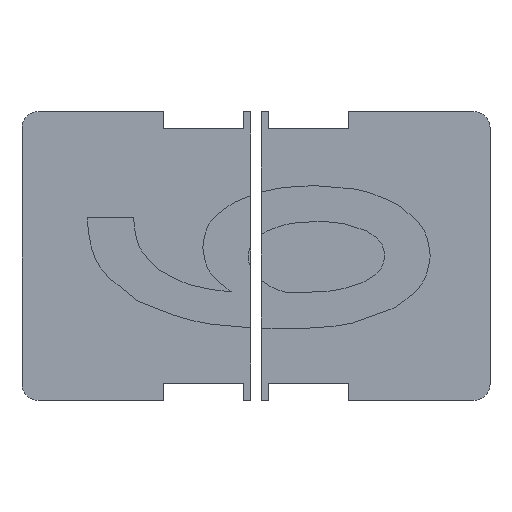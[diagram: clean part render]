
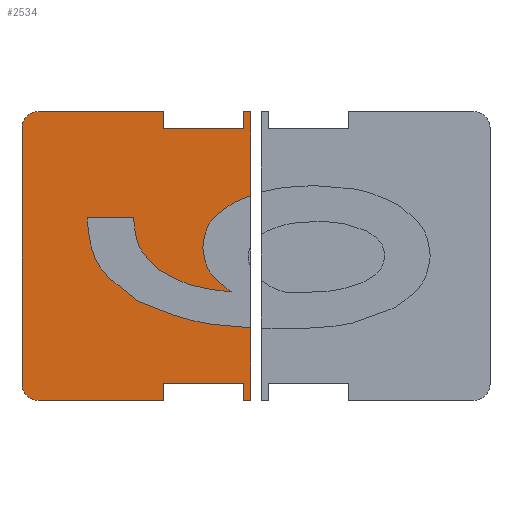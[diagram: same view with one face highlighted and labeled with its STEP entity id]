
A CAD part, top view. The second image highlights one B-rep face of the part: STEP entity #2534.
In plain terms, the highlighted planar face has unit normal (0, 0, 1).
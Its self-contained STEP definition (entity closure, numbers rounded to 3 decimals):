
#23=CIRCLE('',#2636,3.);
#24=CIRCLE('',#2639,3.);
#228=FACE_OUTER_BOUND('',#364,.T.);
#364=EDGE_LOOP('',(#2298,#2299,#2300,#2301,#2302,#2303,#2304,#2305,#2306,
#2307,#2308,#2309,#2310,#2311,#2312,#2313,#2314,#2315,#2316,#2317,#2318,
#2319,#2320,#2321,#2322));
#551=LINE('',#4966,#781);
#560=LINE('',#5210,#790);
#563=LINE('',#5214,#793);
#569=LINE('',#5290,#799);
#570=LINE('',#5292,#800);
#573=LINE('',#5298,#803);
#575=LINE('',#5302,#805);
#577=LINE('',#5306,#807);
#579=LINE('',#5309,#809);
#580=LINE('',#5312,#810);
#582=LINE('',#5316,#812);
#584=LINE('',#5320,#814);
#586=LINE('',#5324,#816);
#588=LINE('',#5328,#818);
#591=LINE('',#5336,#821);
#594=LINE('',#5343,#824);
#781=VECTOR('',#2964,10.);
#790=VECTOR('',#2975,10.);
#793=VECTOR('',#2980,10.);
#799=VECTOR('',#2992,10.);
#800=VECTOR('',#2993,10.);
#803=VECTOR('',#2998,10.);
#805=VECTOR('',#3002,10.);
#807=VECTOR('',#3006,10.);
#809=VECTOR('',#3010,10.);
#810=VECTOR('',#3013,10.);
#812=VECTOR('',#3017,10.);
#814=VECTOR('',#3021,10.);
#816=VECTOR('',#3025,10.);
#818=VECTOR('',#3029,10.);
#821=VECTOR('',#3038,10.);
#824=VECTOR('',#3047,10.);
#938=B_SPLINE_CURVE_WITH_KNOTS('',3,(#4995,#4996,#4997,#4998,#4999),
 .UNSPECIFIED.,.F.,.F.,(4,1,4),(0.,0.577,1.224),
 .UNSPECIFIED.);
#941=B_SPLINE_CURVE_WITH_KNOTS('',3,(#5034,#5035,#5036,#5037,#5038),
 .UNSPECIFIED.,.F.,.F.,(4,1,4),(0.224,0.71,1.315),
 .UNSPECIFIED.);
#943=B_SPLINE_CURVE_WITH_KNOTS('',3,(#5064,#5065,#5066,#5067),
 .UNSPECIFIED.,.F.,.F.,(4,4),(0.,0.17),.UNSPECIFIED.);
#946=B_SPLINE_CURVE_WITH_KNOTS('',3,(#5101,#5102,#5103,#5104,#5105),
 .UNSPECIFIED.,.F.,.F.,(4,1,4),(0.,0.362,0.705),
 .UNSPECIFIED.);
#948=B_SPLINE_CURVE_WITH_KNOTS('',3,(#5134,#5135,#5136,#5137,#5138),
 .UNSPECIFIED.,.F.,.F.,(4,1,4),(0.,0.334,0.681),
 .UNSPECIFIED.);
#950=B_SPLINE_CURVE_WITH_KNOTS('',3,(#5167,#5168,#5169,#5170,#5171),
 .UNSPECIFIED.,.F.,.F.,(4,1,4),(0.,0.337,0.716),
 .UNSPECIFIED.);
#952=B_SPLINE_CURVE_WITH_KNOTS('',3,(#5200,#5201,#5202,#5203,#5204),
 .UNSPECIFIED.,.F.,.F.,(4,1,4),(0.,0.383,0.722),
 .UNSPECIFIED.);
#1167=VERTEX_POINT('',#4963);
#1168=VERTEX_POINT('',#4965);
#1170=VERTEX_POINT('',#4994);
#1172=VERTEX_POINT('',#5022);
#1173=VERTEX_POINT('',#5055);
#1175=VERTEX_POINT('',#5063);
#1178=VERTEX_POINT('',#5100);
#1180=VERTEX_POINT('',#5133);
#1182=VERTEX_POINT('',#5166);
#1184=VERTEX_POINT('',#5199);
#1186=VERTEX_POINT('',#5209);
#1193=VERTEX_POINT('',#5288);
#1194=VERTEX_POINT('',#5291);
#1195=VERTEX_POINT('',#5295);
#1196=VERTEX_POINT('',#5297);
#1197=VERTEX_POINT('',#5301);
#1198=VERTEX_POINT('',#5305);
#1199=VERTEX_POINT('',#5311);
#1200=VERTEX_POINT('',#5315);
#1201=VERTEX_POINT('',#5319);
#1202=VERTEX_POINT('',#5323);
#1203=VERTEX_POINT('',#5327);
#1204=VERTEX_POINT('',#5331);
#1205=VERTEX_POINT('',#5335);
#1206=VERTEX_POINT('',#5339);
#1511=EDGE_CURVE('',#1168,#1167,#551,.T.);
#1514=EDGE_CURVE('',#1170,#1168,#938,.T.);
#1518=EDGE_CURVE('',#1172,#1170,#941,.T.);
#1520=EDGE_CURVE('',#1175,#1173,#943,.T.);
#1524=EDGE_CURVE('',#1178,#1175,#946,.T.);
#1527=EDGE_CURVE('',#1180,#1178,#948,.T.);
#1530=EDGE_CURVE('',#1182,#1180,#950,.T.);
#1533=EDGE_CURVE('',#1184,#1182,#952,.T.);
#1536=EDGE_CURVE('',#1186,#1184,#560,.T.);
#1539=EDGE_CURVE('',#1167,#1186,#563,.T.);
#1551=EDGE_CURVE('',#1173,#1193,#569,.T.);
#1552=EDGE_CURVE('',#1194,#1172,#570,.T.);
#1555=EDGE_CURVE('',#1196,#1195,#573,.T.);
#1557=EDGE_CURVE('',#1197,#1196,#575,.T.);
#1559=EDGE_CURVE('',#1198,#1197,#577,.T.);
#1561=EDGE_CURVE('',#1193,#1198,#579,.T.);
#1562=EDGE_CURVE('',#1199,#1194,#580,.T.);
#1564=EDGE_CURVE('',#1200,#1199,#582,.T.);
#1566=EDGE_CURVE('',#1201,#1200,#584,.T.);
#1568=EDGE_CURVE('',#1202,#1201,#586,.T.);
#1570=EDGE_CURVE('',#1203,#1202,#588,.T.);
#1572=EDGE_CURVE('',#1204,#1203,#23,.T.);
#1574=EDGE_CURVE('',#1205,#1204,#591,.T.);
#1576=EDGE_CURVE('',#1206,#1205,#24,.T.);
#1578=EDGE_CURVE('',#1195,#1206,#594,.T.);
#2298=ORIENTED_EDGE('',*,*,#1520,.T.);
#2299=ORIENTED_EDGE('',*,*,#1551,.T.);
#2300=ORIENTED_EDGE('',*,*,#1561,.T.);
#2301=ORIENTED_EDGE('',*,*,#1559,.T.);
#2302=ORIENTED_EDGE('',*,*,#1557,.T.);
#2303=ORIENTED_EDGE('',*,*,#1555,.T.);
#2304=ORIENTED_EDGE('',*,*,#1578,.T.);
#2305=ORIENTED_EDGE('',*,*,#1576,.T.);
#2306=ORIENTED_EDGE('',*,*,#1574,.T.);
#2307=ORIENTED_EDGE('',*,*,#1572,.T.);
#2308=ORIENTED_EDGE('',*,*,#1570,.T.);
#2309=ORIENTED_EDGE('',*,*,#1568,.T.);
#2310=ORIENTED_EDGE('',*,*,#1566,.T.);
#2311=ORIENTED_EDGE('',*,*,#1564,.T.);
#2312=ORIENTED_EDGE('',*,*,#1562,.T.);
#2313=ORIENTED_EDGE('',*,*,#1552,.T.);
#2314=ORIENTED_EDGE('',*,*,#1518,.T.);
#2315=ORIENTED_EDGE('',*,*,#1514,.T.);
#2316=ORIENTED_EDGE('',*,*,#1511,.T.);
#2317=ORIENTED_EDGE('',*,*,#1539,.T.);
#2318=ORIENTED_EDGE('',*,*,#1536,.T.);
#2319=ORIENTED_EDGE('',*,*,#1533,.T.);
#2320=ORIENTED_EDGE('',*,*,#1530,.T.);
#2321=ORIENTED_EDGE('',*,*,#1527,.T.);
#2322=ORIENTED_EDGE('',*,*,#1524,.T.);
#2398=PLANE('',#2641);
#2534=ADVANCED_FACE('',(#228),#2398,.T.);
#2636=AXIS2_PLACEMENT_3D('',#5332,#3033,#3034);
#2639=AXIS2_PLACEMENT_3D('',#5340,#3042,#3043);
#2641=AXIS2_PLACEMENT_3D('',#5344,#3048,#3049);
#2964=DIRECTION('',(0.,1.,0.));
#2975=DIRECTION('',(0.,-1.,0.));
#2980=DIRECTION('',(1.,0.,0.));
#2992=DIRECTION('',(0.,1.,0.));
#2993=DIRECTION('',(0.,1.,0.));
#2998=DIRECTION('',(0.,1.,0.));
#3002=DIRECTION('',(-1.,0.,0.));
#3006=DIRECTION('',(0.,-1.,0.));
#3010=DIRECTION('',(-1.,0.,0.));
#3013=DIRECTION('',(1.,0.,0.));
#3017=DIRECTION('',(0.,-1.,0.));
#3021=DIRECTION('',(1.,0.,0.));
#3025=DIRECTION('',(0.,1.,0.));
#3029=DIRECTION('',(1.,0.,0.));
#3033=DIRECTION('center_axis',(0.,0.,1.));
#3034=DIRECTION('ref_axis',(-1.,0.,0.));
#3038=DIRECTION('',(0.,-1.,0.));
#3042=DIRECTION('center_axis',(0.,0.,1.));
#3043=DIRECTION('ref_axis',(0.,1.,0.));
#3047=DIRECTION('',(-1.,0.,0.));
#3048=DIRECTION('center_axis',(0.,0.,1.));
#3049=DIRECTION('ref_axis',(1.,0.,0.));
#4963=CARTESIAN_POINT('',(12.246,34.215,0.6));
#4965=CARTESIAN_POINT('',(12.246,33.52,0.6));
#4966=CARTESIAN_POINT('',(12.246,30.608,0.6));
#4994=CARTESIAN_POINT('',(21.635,18.582,0.6));
#4995=CARTESIAN_POINT('Ctrl Pts',(21.635,18.582,0.6));
#4996=CARTESIAN_POINT('Ctrl Pts',(18.899,20.589,0.6));
#4997=CARTESIAN_POINT('Ctrl Pts',(13.094,24.847,0.6));
#4998=CARTESIAN_POINT('Ctrl Pts',(12.539,30.52,0.6));
#4999=CARTESIAN_POINT('Ctrl Pts',(12.246,33.52,0.6));
#5022=CARTESIAN_POINT('',(42.8,13.567,0.6));
#5034=CARTESIAN_POINT('Ctrl Pts',(42.8,13.567,0.6));
#5035=CARTESIAN_POINT('Ctrl Pts',(39.36,13.722,0.6));
#5036=CARTESIAN_POINT('Ctrl Pts',(31.781,14.361,0.6));
#5037=CARTESIAN_POINT('Ctrl Pts',(25.256,17.076,0.6));
#5038=CARTESIAN_POINT('Ctrl Pts',(21.635,18.582,0.6));
#5055=CARTESIAN_POINT('',(42.8,38.286,0.6));
#5063=CARTESIAN_POINT('',(39.722,37.052,0.6));
#5064=CARTESIAN_POINT('Ctrl Pts',(39.722,37.052,0.6));
#5065=CARTESIAN_POINT('Ctrl Pts',(40.741,37.477,0.6));
#5066=CARTESIAN_POINT('Ctrl Pts',(41.76,37.901,0.6));
#5067=CARTESIAN_POINT('Ctrl Pts',(42.8,38.286,0.6));
#5100=CARTESIAN_POINT('',(33.837,28.596,0.6));
#5101=CARTESIAN_POINT('Ctrl Pts',(33.837,28.596,0.6));
#5102=CARTESIAN_POINT('Ctrl Pts',(34.054,30.276,0.6));
#5103=CARTESIAN_POINT('Ctrl Pts',(34.477,33.545,0.6));
#5104=CARTESIAN_POINT('Ctrl Pts',(38.006,35.905,0.6));
#5105=CARTESIAN_POINT('Ctrl Pts',(39.722,37.052,0.6));
#5133=CARTESIAN_POINT('',(39.159,20.279,0.6));
#5134=CARTESIAN_POINT('Ctrl Pts',(39.159,20.279,0.6));
#5135=CARTESIAN_POINT('Ctrl Pts',(37.607,21.455,0.6));
#5136=CARTESIAN_POINT('Ctrl Pts',(34.441,23.855,0.6));
#5137=CARTESIAN_POINT('Ctrl Pts',(34.041,26.995,0.6));
#5138=CARTESIAN_POINT('Ctrl Pts',(33.837,28.596,0.6));
#5166=CARTESIAN_POINT('',(25.789,24.313,0.6));
#5167=CARTESIAN_POINT('Ctrl Pts',(25.789,24.313,0.6));
#5168=CARTESIAN_POINT('Ctrl Pts',(27.6,23.291,0.6));
#5169=CARTESIAN_POINT('Ctrl Pts',(31.44,21.126,0.6));
#5170=CARTESIAN_POINT('Ctrl Pts',(36.49,20.572,0.6));
#5171=CARTESIAN_POINT('Ctrl Pts',(39.159,20.279,0.6));
#5199=CARTESIAN_POINT('',(20.943,33.381,0.6));
#5200=CARTESIAN_POINT('Ctrl Pts',(20.943,33.381,0.6));
#5201=CARTESIAN_POINT('Ctrl Pts',(21.125,31.623,0.6));
#5202=CARTESIAN_POINT('Ctrl Pts',(21.469,28.31,0.6));
#5203=CARTESIAN_POINT('Ctrl Pts',(24.408,25.59,0.6));
#5204=CARTESIAN_POINT('Ctrl Pts',(25.789,24.313,0.6));
#5209=CARTESIAN_POINT('',(20.943,34.215,0.6));
#5210=CARTESIAN_POINT('',(20.943,30.19,0.6));
#5214=CARTESIAN_POINT('',(21.171,34.215,0.6));
#5288=CARTESIAN_POINT('',(42.8,54.,0.6));
#5290=CARTESIAN_POINT('',(42.8,54.,0.6));
#5291=CARTESIAN_POINT('',(42.8,0.,0.6));
#5292=CARTESIAN_POINT('',(42.8,54.,0.6));
#5295=CARTESIAN_POINT('',(26.4,54.,0.6));
#5297=CARTESIAN_POINT('',(26.4,50.8,0.6));
#5298=CARTESIAN_POINT('',(26.4,54.,0.6));
#5301=CARTESIAN_POINT('',(41.4,50.8,0.6));
#5302=CARTESIAN_POINT('',(26.4,50.8,0.6));
#5305=CARTESIAN_POINT('',(41.4,54.,0.6));
#5306=CARTESIAN_POINT('',(41.4,50.8,0.6));
#5309=CARTESIAN_POINT('',(82.6,54.,0.6));
#5311=CARTESIAN_POINT('',(41.4,0.,0.6));
#5312=CARTESIAN_POINT('',(3.,0.,0.6));
#5315=CARTESIAN_POINT('',(41.4,3.2,0.6));
#5316=CARTESIAN_POINT('',(41.4,3.2,0.6));
#5319=CARTESIAN_POINT('',(26.4,3.2,0.6));
#5320=CARTESIAN_POINT('',(26.4,3.2,0.6));
#5323=CARTESIAN_POINT('',(26.4,0.,0.6));
#5324=CARTESIAN_POINT('',(26.4,0.,0.6));
#5327=CARTESIAN_POINT('',(3.,0.,0.6));
#5328=CARTESIAN_POINT('',(3.,0.,0.6));
#5331=CARTESIAN_POINT('',(0.,3.,0.6));
#5332=CARTESIAN_POINT('Origin',(3.,3.,0.6));
#5335=CARTESIAN_POINT('',(0.,51.,0.6));
#5336=CARTESIAN_POINT('',(0.,51.,0.6));
#5339=CARTESIAN_POINT('',(3.,54.,0.6));
#5340=CARTESIAN_POINT('Origin',(3.,51.,0.6));
#5343=CARTESIAN_POINT('',(82.6,54.,0.6));
#5344=CARTESIAN_POINT('Origin',(21.4,27.,0.6));
